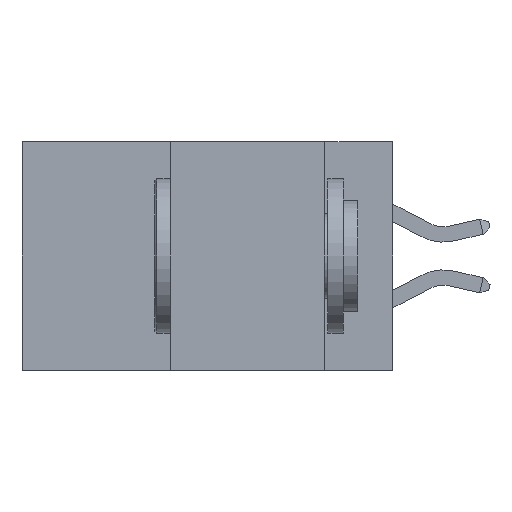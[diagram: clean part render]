
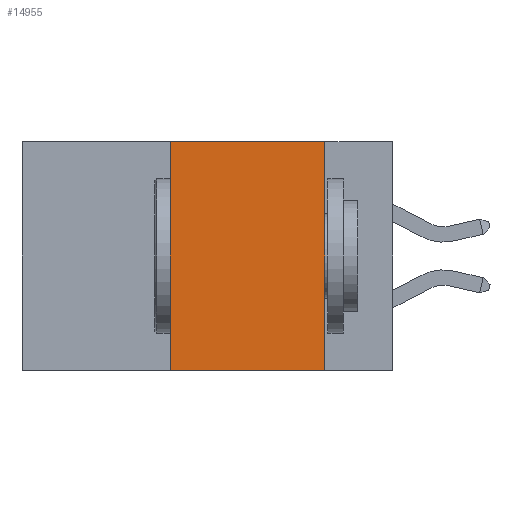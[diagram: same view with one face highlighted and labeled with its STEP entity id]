
A CAD part, left-side view. The second image highlights one B-rep face of the part: STEP entity #14955.
In plain terms, the highlighted planar face has unit normal (-1, 0, 0).
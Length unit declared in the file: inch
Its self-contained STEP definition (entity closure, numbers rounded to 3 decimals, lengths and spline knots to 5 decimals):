
#584 = CARTESIAN_POINT ( 'NONE',  ( 0., 0.11, 0. ) ) ;
#1505 = EDGE_CURVE ( 'NONE', #4260, #12243, #13973, .T. ) ;
#1942 = FACE_OUTER_BOUND ( 'NONE', #5191, .T. ) ;
#2162 = CARTESIAN_POINT ( 'NONE',  ( 0., 0.36, -0.37 ) ) ;
#2867 = DIRECTION ( 'NONE',  ( 0., 0., -1. ) ) ;
#3966 = PLANE ( 'NONE',  #27764 ) ;
#4215 = VECTOR ( 'NONE', #22067, 39.37008 ) ;
#4260 = VERTEX_POINT ( 'NONE', #2162 ) ;
#4313 = CARTESIAN_POINT ( 'NONE',  ( 0., 0.11, 0. ) ) ;
#4453 = CARTESIAN_POINT ( 'NONE',  ( 0., 0.36, 0. ) ) ;
#4756 = DIRECTION ( 'NONE',  ( 0., -1., 0. ) ) ;
#5157 = VECTOR ( 'NONE', #2867, 39.37008 ) ;
#5191 = EDGE_LOOP ( 'NONE', ( #15241, #28426, #6899, #13594 ) ) ;
#5862 = VECTOR ( 'NONE', #4756, 39.37008 ) ;
#6899 = ORIENTED_EDGE ( 'NONE', *, *, #18226, .F. ) ;
#8128 = EDGE_CURVE ( 'NONE', #9265, #12243, #11140, .T. ) ;
#9265 = VERTEX_POINT ( 'NONE', #4313 ) ;
#9398 = CARTESIAN_POINT ( 'NONE',  ( 0., 0.6, 0. ) ) ;
#10474 = CARTESIAN_POINT ( 'NONE',  ( 0., 0.11, -0.37 ) ) ;
#11140 = LINE ( 'NONE', #584, #5157 ) ;
#11212 = VERTEX_POINT ( 'NONE', #4453 ) ;
#11297 = LINE ( 'NONE', #24348, #4215 ) ;
#12243 = VERTEX_POINT ( 'NONE', #10474 ) ;
#12593 = LINE ( 'NONE', #9398, #5862 ) ;
#13594 = ORIENTED_EDGE ( 'NONE', *, *, #1505, .T. ) ;
#13973 = LINE ( 'NONE', #20658, #19738 ) ;
#14955 = ADVANCED_FACE ( 'NONE', ( #1942 ), #3966, .F. ) ;
#14977 = CARTESIAN_POINT ( 'NONE',  ( 0., 0.6, 0. ) ) ;
#15241 = ORIENTED_EDGE ( 'NONE', *, *, #8128, .F. ) ;
#18226 = EDGE_CURVE ( 'NONE', #4260, #11212, #11297, .T. ) ;
#19702 = DIRECTION ( 'NONE',  ( 1., 0., 0. ) ) ;
#19738 = VECTOR ( 'NONE', #20266, 39.37008 ) ;
#20266 = DIRECTION ( 'NONE',  ( 0., -1., 0. ) ) ;
#20658 = CARTESIAN_POINT ( 'NONE',  ( 0., 0.6, -0.37 ) ) ;
#22067 = DIRECTION ( 'NONE',  ( 0., 0., 1. ) ) ;
#24122 = EDGE_CURVE ( 'NONE', #11212, #9265, #12593, .T. ) ;
#24348 = CARTESIAN_POINT ( 'NONE',  ( 0., 0.36, 0. ) ) ;
#27764 = AXIS2_PLACEMENT_3D ( 'NONE', #14977, #19702, #28817 ) ;
#28426 = ORIENTED_EDGE ( 'NONE', *, *, #24122, .F. ) ;
#28817 = DIRECTION ( 'NONE',  ( 0., 0., -1. ) ) ;
